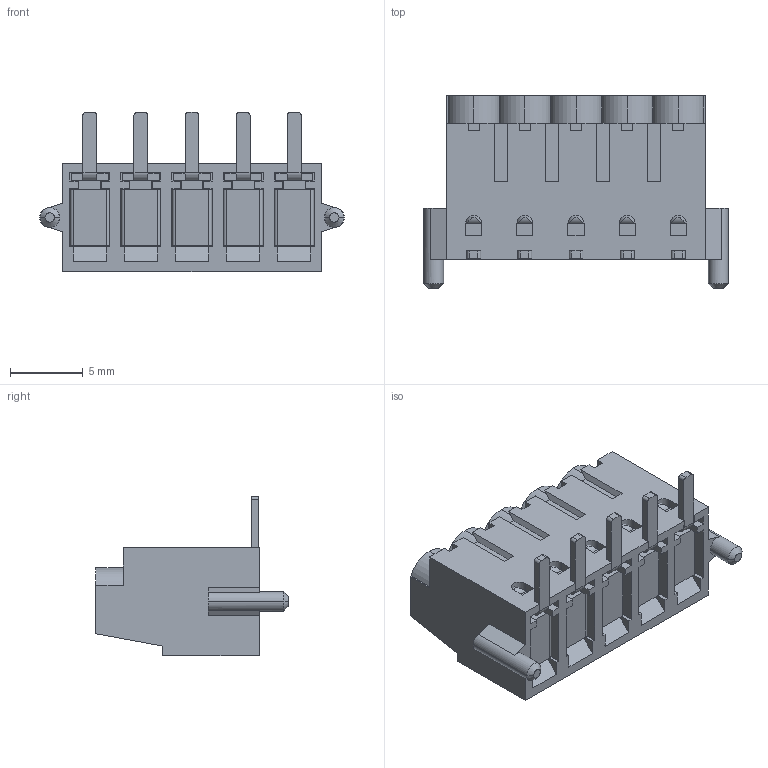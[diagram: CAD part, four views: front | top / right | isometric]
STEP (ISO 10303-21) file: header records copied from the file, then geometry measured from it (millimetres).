
FILE_DESCRIPTION (( 'STEP AP214' ), '1' );
FILE_NAME ('Wurth 691508110305.STEP', '2016-07-16T22:48:31', ( '' ), ( '' ), 'SwSTEP 2.0', 'SolidWorks 2015', '' );
FILE_SCHEMA (( 'AUTOMOTIVE_DESIGN' ));
Length unit declared in the file: millimetre
Products named in the file (6): 6915081100xx_PIN_3; 691508110005; Wurth 691508110305-rev1; 6915081100xx_VIS_3; 6915081100xx_CAGE_3; Wurth 691508110305
Assembly tree (17 placements, depth 3):
  Wurth 691508110305
    Wurth 691508110305-rev1
      691508110005
      6915081100xx_CAGE_3  x5
      6915081100xx_PIN_3  x5
      6915081100xx_VIS_3  x5
Bounding box: 20.85 x 13.2 x 10.9 mm (x, y, z)
Volume: 894.7 mm3; surface area: 2866.1 mm2
Topology: 16 solids, 16 shells, 658 faces, 1779 edges, 1158 vertices
Faces by surface type: plane 455, cylinder 169, bspline 20, cone 14
Entity records: 12703 total; most frequent: CARTESIAN_POINT 2376, ORIENTED_EDGE 2166, DIRECTION 1989, EDGE_CURVE 1083, LINE 935, VECTOR 935, VERTEX_POINT 702, AXIS2_PLACEMENT_3D 527
